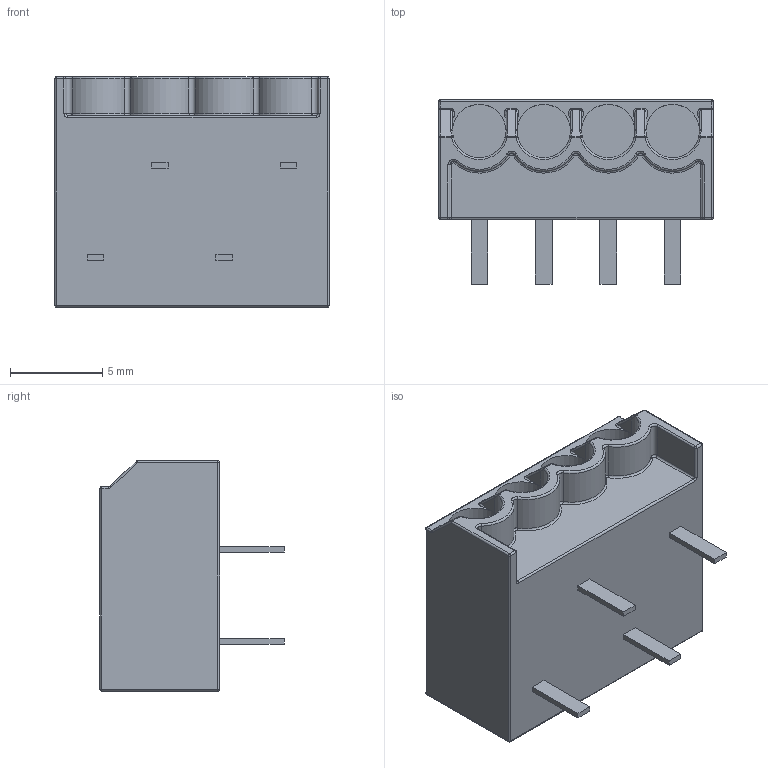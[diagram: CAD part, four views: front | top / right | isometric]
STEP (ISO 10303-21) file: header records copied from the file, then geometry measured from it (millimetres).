
FILE_DESCRIPTION(('STEP AP242'),'1');
FILE_NAME('1-2834019-4.stp','2024-05-16T16:42:28',('TraceParts'),('TraceParts S.A.'),'Spatial InterOp 3D',' ',' ');
FILE_SCHEMA(('AP242_MANAGED_MODEL_BASED_3D_ENGINEERING_MIM_LF {1 0 10303 442 1 1 4}'));
Length unit declared in the file: millimetre
Products named in the file (1): 1-2834019-4
Bounding box: 14.9 x 10 x 12.5 mm (x, y, z)
Volume: 1047.3 mm3; surface area: 831.6 mm2
Topology: 1 solids, 1 shells, 224 faces, 511 edges, 300 vertices
Faces by surface type: plane 87, cylinder 67, torus 23, sphere 20, bspline 19, cone 8
Entity records: 7342 total; most frequent: CARTESIAN_POINT 2332, DIRECTION 1074, ORIENTED_EDGE 1020, EDGE_CURVE 510, AXIS2_PLACEMENT_3D 398, VERTEX_POINT 300, LINE 278, VECTOR 278
